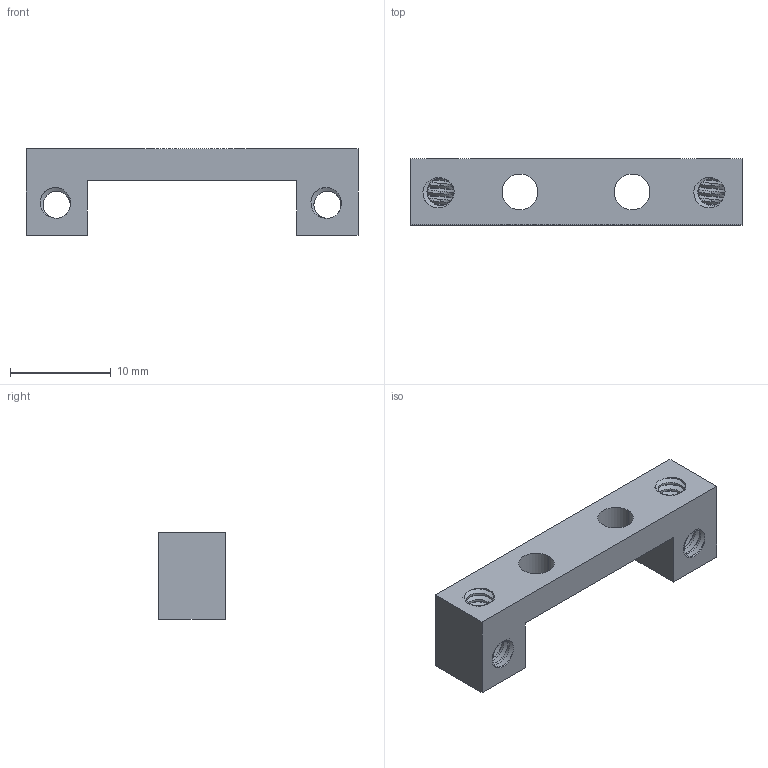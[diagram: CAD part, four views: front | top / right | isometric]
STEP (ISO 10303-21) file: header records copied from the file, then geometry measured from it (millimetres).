
FILE_DESCRIPTION (( 'STEP AP203' ), '1' );
FILE_NAME ('585470.STEP', '2016-08-22T19:55:04', ( '' ), ( '' ), 'SwSTEP 2.0', 'SolidWorks 2014', '' );
FILE_SCHEMA (( 'CONFIG_CONTROL_DESIGN' ));
Products named in the file (1): 585470
Bounding box: 33.02 x 6.58 x 8.63 mm (x, y, z)
Volume: 903.5 mm3; surface area: 1262.1 mm2
Topology: 1 solids, 1 shells, 226 faces, 687 edges, 458 vertices
Faces by surface type: cylinder 164, bspline 46, plane 10, cone 6
Entity records: 29997 total; most frequent: CARTESIAN_POINT 25254, ORIENTED_EDGE 1374, EDGE_CURVE 687, DIRECTION 554, VERTEX_POINT 458, EDGE_LOOP 237, FACE_OUTER_BOUND 226, ADVANCED_FACE 226
